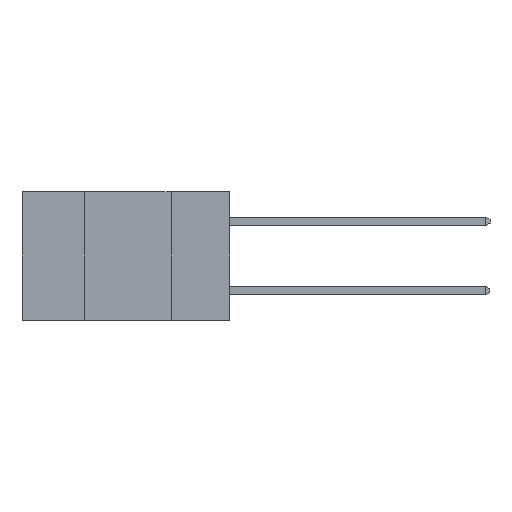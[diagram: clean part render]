
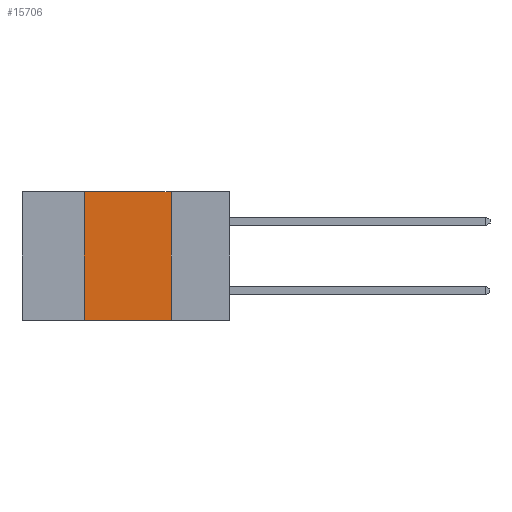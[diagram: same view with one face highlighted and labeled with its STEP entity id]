
A CAD part, left-side view. The second image highlights one B-rep face of the part: STEP entity #15706.
In plain terms, the highlighted planar face has unit normal (-1, 0, 0).
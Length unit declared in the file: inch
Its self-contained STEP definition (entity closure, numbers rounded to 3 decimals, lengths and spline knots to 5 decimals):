
#276 = EDGE_CURVE ( 'NONE', #4134, #4938, #11587, .T. ) ;
#752 = EDGE_CURVE ( 'NONE', #10953, #19124, #2318, .T. ) ;
#760 = PLANE ( 'NONE',  #8020 ) ;
#1504 = CARTESIAN_POINT ( 'NONE',  ( 0., 0.6, -0.37 ) ) ;
#2318 = LINE ( 'NONE', #1504, #6555 ) ;
#2616 = CARTESIAN_POINT ( 'NONE',  ( 0., 0.42, -0.37 ) ) ;
#3345 = ORIENTED_EDGE ( 'NONE', *, *, #12183, .F. ) ;
#3442 = ORIENTED_EDGE ( 'NONE', *, *, #276, .F. ) ;
#3694 = CARTESIAN_POINT ( 'NONE',  ( 0., 0.42, 0. ) ) ;
#3748 = CARTESIAN_POINT ( 'NONE',  ( 0., 0.42, 0. ) ) ;
#3983 = ORIENTED_EDGE ( 'NONE', *, *, #7105, .F. ) ;
#4074 = CARTESIAN_POINT ( 'NONE',  ( 0., 0.17, 0. ) ) ;
#4134 = VERTEX_POINT ( 'NONE', #3748 ) ;
#4185 = ORIENTED_EDGE ( 'NONE', *, *, #752, .T. ) ;
#4573 = DIRECTION ( 'NONE',  ( 0., -1., 0. ) ) ;
#4786 = CARTESIAN_POINT ( 'NONE',  ( 0., 0.6, 0. ) ) ;
#4938 = VERTEX_POINT ( 'NONE', #17998 ) ;
#5420 = LINE ( 'NONE', #4074, #9015 ) ;
#5542 = CARTESIAN_POINT ( 'NONE',  ( 0., 0.6, 0. ) ) ;
#6555 = VECTOR ( 'NONE', #13304, 39.37008 ) ;
#6945 = VECTOR ( 'NONE', #14373, 39.37008 ) ;
#7105 = EDGE_CURVE ( 'NONE', #10953, #4134, #11004, .T. ) ;
#7113 = DIRECTION ( 'NONE',  ( 0., 0., -1. ) ) ;
#7115 = FACE_OUTER_BOUND ( 'NONE', #9762, .T. ) ;
#7536 = VECTOR ( 'NONE', #4573, 39.37008 ) ;
#8020 = AXIS2_PLACEMENT_3D ( 'NONE', #5542, #16086, #7113 ) ;
#9015 = VECTOR ( 'NONE', #17704, 39.37008 ) ;
#9762 = EDGE_LOOP ( 'NONE', ( #3345, #3442, #3983, #4185 ) ) ;
#10953 = VERTEX_POINT ( 'NONE', #2616 ) ;
#11004 = LINE ( 'NONE', #3694, #6945 ) ;
#11587 = LINE ( 'NONE', #4786, #7536 ) ;
#12183 = EDGE_CURVE ( 'NONE', #4938, #19124, #5420, .T. ) ;
#13304 = DIRECTION ( 'NONE',  ( 0., -1., 0. ) ) ;
#13647 = CARTESIAN_POINT ( 'NONE',  ( 0., 0.17, -0.37 ) ) ;
#14373 = DIRECTION ( 'NONE',  ( 0., 0., 1. ) ) ;
#15706 = ADVANCED_FACE ( 'NONE', ( #7115 ), #760, .F. ) ;
#16086 = DIRECTION ( 'NONE',  ( 1., 0., 0. ) ) ;
#17704 = DIRECTION ( 'NONE',  ( 0., 0., -1. ) ) ;
#17998 = CARTESIAN_POINT ( 'NONE',  ( 0., 0.17, 0. ) ) ;
#19124 = VERTEX_POINT ( 'NONE', #13647 ) ;
